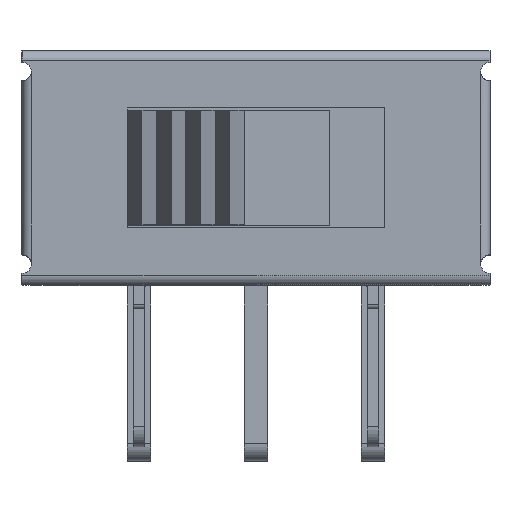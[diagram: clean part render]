
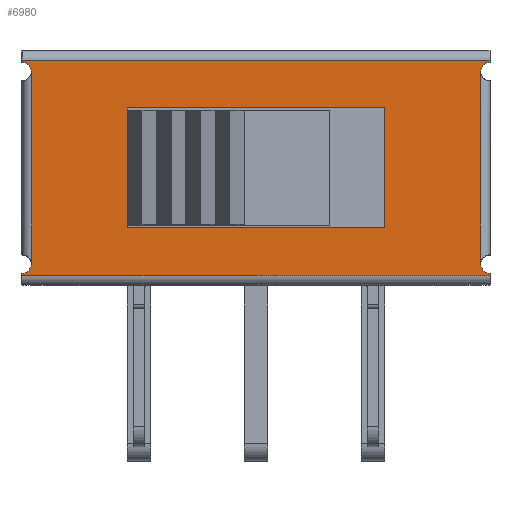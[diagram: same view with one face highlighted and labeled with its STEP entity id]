
A CAD part, top view. The second image highlights one B-rep face of the part: STEP entity #6980.
In plain terms, the highlighted planar face has unit normal (0, 0, 1).
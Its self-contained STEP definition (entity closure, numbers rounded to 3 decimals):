
#11 = VERTEX_POINT ( 'NONE', #8846 ) ;
#115 = CARTESIAN_POINT ( 'NONE',  ( -4.88, 5.14, 4.95 ) ) ;
#182 = VERTEX_POINT ( 'NONE', #13473 ) ;
#204 = EDGE_CURVE ( 'NONE', #14398, #8256, #12605, .T. ) ;
#210 = EDGE_CURVE ( 'NONE', #4625, #8263, #14353, .T. ) ;
#267 = LINE ( 'NONE', #6139, #11877 ) ;
#329 = DIRECTION ( 'NONE',  ( 0., 0., -1. ) ) ;
#391 = VERTEX_POINT ( 'NONE', #938 ) ;
#564 = EDGE_CURVE ( 'NONE', #2950, #3883, #6039, .T. ) ;
#709 = VECTOR ( 'NONE', #1077, 1000. ) ;
#720 = DIRECTION ( 'NONE',  ( 1., 0., 0. ) ) ;
#838 = DIRECTION ( 'NONE',  ( 0., 1., 0. ) ) ;
#868 = ORIENTED_EDGE ( 'NONE', *, *, #13890, .F. ) ;
#892 = ORIENTED_EDGE ( 'NONE', *, *, #6423, .T. ) ;
#938 = CARTESIAN_POINT ( 'NONE',  ( 5.08, 5.39, 4.95 ) ) ;
#960 = EDGE_CURVE ( 'NONE', #4116, #391, #9936, .T. ) ;
#1077 = DIRECTION ( 'NONE',  ( 0., 1., 0. ) ) ;
#1153 = DIRECTION ( 'NONE',  ( 1., 0., 0. ) ) ;
#1171 = VERTEX_POINT ( 'NONE', #8298 ) ;
#1218 = CARTESIAN_POINT ( 'NONE',  ( -2.795, 4.35, 4.95 ) ) ;
#1292 = CARTESIAN_POINT ( 'NONE',  ( -4.88, 0.96, 4.95 ) ) ;
#1549 = FACE_OUTER_BOUND ( 'NONE', #6823, .T. ) ;
#1568 = LINE ( 'NONE', #3443, #709 ) ;
#1625 = LINE ( 'NONE', #10714, #8321 ) ;
#1694 = DIRECTION ( 'NONE',  ( 1., 0., 0. ) ) ;
#1789 = EDGE_CURVE ( 'NONE', #8256, #4704, #12283, .T. ) ;
#1939 = EDGE_CURVE ( 'NONE', #11220, #3883, #10353, .T. ) ;
#2037 = VECTOR ( 'NONE', #12633, 1000. ) ;
#2056 = VECTOR ( 'NONE', #4322, 1000. ) ;
#2065 = EDGE_LOOP ( 'NONE', ( #9305, #892, #6385, #6596, #9047, #13574 ) ) ;
#2175 = CIRCLE ( 'NONE', #12792, 0.2 ) ;
#2197 = VERTEX_POINT ( 'NONE', #7824 ) ;
#2303 = VERTEX_POINT ( 'NONE', #12494 ) ;
#2935 = DIRECTION ( 'NONE',  ( 1., 0., 0. ) ) ;
#2950 = VERTEX_POINT ( 'NONE', #3374 ) ;
#3045 = VECTOR ( 'NONE', #7971, 1000. ) ;
#3358 = CARTESIAN_POINT ( 'NONE',  ( 2.795, 1.75, 4.95 ) ) ;
#3374 = CARTESIAN_POINT ( 'NONE',  ( 5.08, 0.76, 4.95 ) ) ;
#3399 = EDGE_CURVE ( 'NONE', #2303, #11, #1625, .T. ) ;
#3443 = CARTESIAN_POINT ( 'NONE',  ( -2.795, 3.05, 4.95 ) ) ;
#3642 = DIRECTION ( 'NONE',  ( 0., 1., 0. ) ) ;
#3705 = ORIENTED_EDGE ( 'NONE', *, *, #11790, .T. ) ;
#3768 = CIRCLE ( 'NONE', #10963, 0.2 ) ;
#3817 = CARTESIAN_POINT ( 'NONE',  ( 2.54, 5.39, 4.95 ) ) ;
#3883 = VERTEX_POINT ( 'NONE', #13396 ) ;
#3886 = DIRECTION ( 'NONE',  ( 1., 0., 0. ) ) ;
#3981 = CARTESIAN_POINT ( 'NONE',  ( 5.08, 0.96, 4.95 ) ) ;
#4116 = VERTEX_POINT ( 'NONE', #12500 ) ;
#4322 = DIRECTION ( 'NONE',  ( 1., 0., 0. ) ) ;
#4599 = EDGE_CURVE ( 'NONE', #11, #4625, #1568, .T. ) ;
#4625 = VERTEX_POINT ( 'NONE', #10134 ) ;
#4704 = VERTEX_POINT ( 'NONE', #6942 ) ;
#4721 = FACE_BOUND ( 'NONE', #2065, .T. ) ;
#4823 = VECTOR ( 'NONE', #10614, 1000. ) ;
#5187 = VERTEX_POINT ( 'NONE', #7110 ) ;
#5257 = VECTOR ( 'NONE', #1694, 1000. ) ;
#5287 = ORIENTED_EDGE ( 'NONE', *, *, #6309, .T. ) ;
#5333 = CARTESIAN_POINT ( 'NONE',  ( -5.08, 5.59, 4.95 ) ) ;
#5479 = VECTOR ( 'NONE', #8183, 1000. ) ;
#5811 = ORIENTED_EDGE ( 'NONE', *, *, #8329, .T. ) ;
#5850 = ORIENTED_EDGE ( 'NONE', *, *, #1939, .T. ) ;
#5951 = CARTESIAN_POINT ( 'NONE',  ( -5.08, 0.71, 4.95 ) ) ;
#6039 = LINE ( 'NONE', #8246, #4823 ) ;
#6055 = AXIS2_PLACEMENT_3D ( 'NONE', #11855, #8603, #2935 ) ;
#6139 = CARTESIAN_POINT ( 'NONE',  ( 4.88, 3.05, 4.95 ) ) ;
#6175 = PLANE ( 'NONE',  #6055 ) ;
#6181 = VERTEX_POINT ( 'NONE', #12440 ) ;
#6219 = DIRECTION ( 'NONE',  ( 0., 0., -1. ) ) ;
#6309 = EDGE_CURVE ( 'NONE', #1171, #6181, #267, .T. ) ;
#6385 = ORIENTED_EDGE ( 'NONE', *, *, #3399, .T. ) ;
#6423 = EDGE_CURVE ( 'NONE', #13037, #2303, #9947, .T. ) ;
#6596 = ORIENTED_EDGE ( 'NONE', *, *, #4599, .T. ) ;
#6823 = EDGE_LOOP ( 'NONE', ( #11622, #3705, #5287, #5811, #8100, #868, #8303, #8796, #9519, #13572, #14097, #5850 ) ) ;
#6920 = CARTESIAN_POINT ( 'NONE',  ( 0., 4.35, 4.95 ) ) ;
#6942 = CARTESIAN_POINT ( 'NONE',  ( -5.08, 0.76, 4.95 ) ) ;
#6964 = CARTESIAN_POINT ( 'NONE',  ( -5.08, 5.59, 4.95 ) ) ;
#6980 = ADVANCED_FACE ( 'NONE', ( #4721, #1549 ), #6175, .T. ) ;
#7064 = VECTOR ( 'NONE', #1153, 1000. ) ;
#7110 = CARTESIAN_POINT ( 'NONE',  ( 2.795, 4.35, 4.95 ) ) ;
#7288 = CARTESIAN_POINT ( 'NONE',  ( 0., 1.75, 4.95 ) ) ;
#7375 = DIRECTION ( 'NONE',  ( 0., 1., 0. ) ) ;
#7824 = CARTESIAN_POINT ( 'NONE',  ( -5.08, 5.39, 4.95 ) ) ;
#7971 = DIRECTION ( 'NONE',  ( 0., 1., 0. ) ) ;
#8020 = CARTESIAN_POINT ( 'NONE',  ( 2.795, 3.05, 4.95 ) ) ;
#8100 = ORIENTED_EDGE ( 'NONE', *, *, #960, .T. ) ;
#8183 = DIRECTION ( 'NONE',  ( 0., 1., 0. ) ) ;
#8199 = DIRECTION ( 'NONE',  ( 1., 0., 0. ) ) ;
#8211 = CARTESIAN_POINT ( 'NONE',  ( -2.795, 4.35, 4.95 ) ) ;
#8246 = CARTESIAN_POINT ( 'NONE',  ( 5.08, 0.51, 4.95 ) ) ;
#8256 = VERTEX_POINT ( 'NONE', #1292 ) ;
#8263 = VERTEX_POINT ( 'NONE', #8211 ) ;
#8298 = CARTESIAN_POINT ( 'NONE',  ( 4.88, 0.96, 4.95 ) ) ;
#8303 = ORIENTED_EDGE ( 'NONE', *, *, #12857, .F. ) ;
#8321 = VECTOR ( 'NONE', #11904, 1000. ) ;
#8329 = EDGE_CURVE ( 'NONE', #6181, #4116, #2175, .T. ) ;
#8418 = DIRECTION ( 'NONE',  ( -1., 0., 0. ) ) ;
#8603 = DIRECTION ( 'NONE',  ( 0., 0., 1. ) ) ;
#8657 = CARTESIAN_POINT ( 'NONE',  ( 0., 0.71, 4.95 ) ) ;
#8736 = LINE ( 'NONE', #8020, #13997 ) ;
#8796 = ORIENTED_EDGE ( 'NONE', *, *, #12180, .T. ) ;
#8846 = CARTESIAN_POINT ( 'NONE',  ( -2.795, 1.805, 4.95 ) ) ;
#8978 = LINE ( 'NONE', #6920, #7064 ) ;
#9047 = ORIENTED_EDGE ( 'NONE', *, *, #210, .T. ) ;
#9121 = DIRECTION ( 'NONE',  ( 0., -1., 0. ) ) ;
#9186 = VECTOR ( 'NONE', #838, 1000. ) ;
#9197 = AXIS2_PLACEMENT_3D ( 'NONE', #10373, #329, #8199 ) ;
#9305 = ORIENTED_EDGE ( 'NONE', *, *, #9342, .T. ) ;
#9342 = EDGE_CURVE ( 'NONE', #5187, #13037, #8736, .T. ) ;
#9357 = LINE ( 'NONE', #6964, #5479 ) ;
#9519 = ORIENTED_EDGE ( 'NONE', *, *, #204, .T. ) ;
#9605 = CARTESIAN_POINT ( 'NONE',  ( -5.08, 0.96, 4.95 ) ) ;
#9936 = LINE ( 'NONE', #10238, #3045 ) ;
#9947 = LINE ( 'NONE', #7288, #12741 ) ;
#10134 = CARTESIAN_POINT ( 'NONE',  ( -2.795, 4.295, 4.95 ) ) ;
#10238 = CARTESIAN_POINT ( 'NONE',  ( 5.08, 3.05, 4.95 ) ) ;
#10353 = LINE ( 'NONE', #8657, #2056 ) ;
#10373 = CARTESIAN_POINT ( 'NONE',  ( -5.08, 5.14, 4.95 ) ) ;
#10614 = DIRECTION ( 'NONE',  ( 0., -1., 0. ) ) ;
#10654 = VECTOR ( 'NONE', #3642, 1000. ) ;
#10663 = DIRECTION ( 'NONE',  ( 0., 0., -1. ) ) ;
#10714 = CARTESIAN_POINT ( 'NONE',  ( -2.795, 4.35, 4.95 ) ) ;
#10963 = AXIS2_PLACEMENT_3D ( 'NONE', #3981, #10663, #12885 ) ;
#11220 = VERTEX_POINT ( 'NONE', #5951 ) ;
#11258 = LINE ( 'NONE', #3817, #5257 ) ;
#11622 = ORIENTED_EDGE ( 'NONE', *, *, #564, .F. ) ;
#11654 = AXIS2_PLACEMENT_3D ( 'NONE', #9605, #12932, #3886 ) ;
#11790 = EDGE_CURVE ( 'NONE', #2950, #1171, #3768, .T. ) ;
#11841 = CIRCLE ( 'NONE', #9197, 0.2 ) ;
#11855 = CARTESIAN_POINT ( 'NONE',  ( 0., 3.05, 4.95 ) ) ;
#11877 = VECTOR ( 'NONE', #7375, 1000. ) ;
#11904 = DIRECTION ( 'NONE',  ( 0., 1., 0. ) ) ;
#12180 = EDGE_CURVE ( 'NONE', #182, #14398, #11841, .T. ) ;
#12283 = CIRCLE ( 'NONE', #11654, 0.2 ) ;
#12440 = CARTESIAN_POINT ( 'NONE',  ( 4.88, 5.14, 4.95 ) ) ;
#12494 = CARTESIAN_POINT ( 'NONE',  ( -2.795, 1.75, 4.95 ) ) ;
#12500 = CARTESIAN_POINT ( 'NONE',  ( 5.08, 5.34, 4.95 ) ) ;
#12605 = LINE ( 'NONE', #13627, #2037 ) ;
#12633 = DIRECTION ( 'NONE',  ( 0., -1., 0. ) ) ;
#12646 = EDGE_CURVE ( 'NONE', #11220, #4704, #9357, .T. ) ;
#12741 = VECTOR ( 'NONE', #8418, 1000. ) ;
#12792 = AXIS2_PLACEMENT_3D ( 'NONE', #14112, #6219, #720 ) ;
#12857 = EDGE_CURVE ( 'NONE', #182, #2197, #13910, .T. ) ;
#12885 = DIRECTION ( 'NONE',  ( 1., 0., 0. ) ) ;
#12932 = DIRECTION ( 'NONE',  ( 0., 0., -1. ) ) ;
#13037 = VERTEX_POINT ( 'NONE', #3358 ) ;
#13095 = EDGE_CURVE ( 'NONE', #8263, #5187, #8978, .T. ) ;
#13396 = CARTESIAN_POINT ( 'NONE',  ( 5.08, 0.71, 4.95 ) ) ;
#13473 = CARTESIAN_POINT ( 'NONE',  ( -5.08, 5.34, 4.95 ) ) ;
#13572 = ORIENTED_EDGE ( 'NONE', *, *, #1789, .T. ) ;
#13574 = ORIENTED_EDGE ( 'NONE', *, *, #13095, .T. ) ;
#13627 = CARTESIAN_POINT ( 'NONE',  ( -4.88, 3.05, 4.95 ) ) ;
#13890 = EDGE_CURVE ( 'NONE', #2197, #391, #11258, .T. ) ;
#13910 = LINE ( 'NONE', #5333, #9186 ) ;
#13997 = VECTOR ( 'NONE', #9121, 1000. ) ;
#14097 = ORIENTED_EDGE ( 'NONE', *, *, #12646, .F. ) ;
#14112 = CARTESIAN_POINT ( 'NONE',  ( 5.08, 5.14, 4.95 ) ) ;
#14353 = LINE ( 'NONE', #1218, #10654 ) ;
#14398 = VERTEX_POINT ( 'NONE', #115 ) ;
